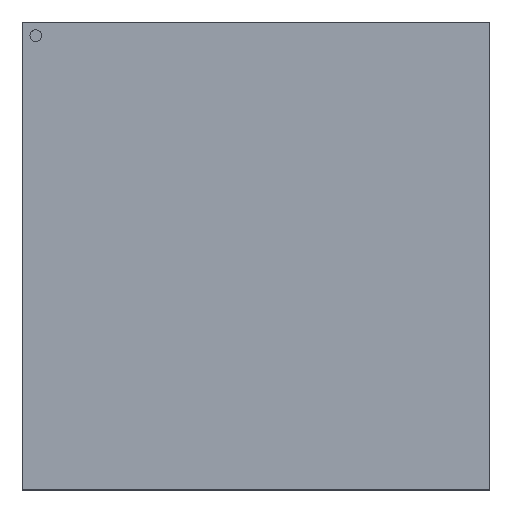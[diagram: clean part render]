
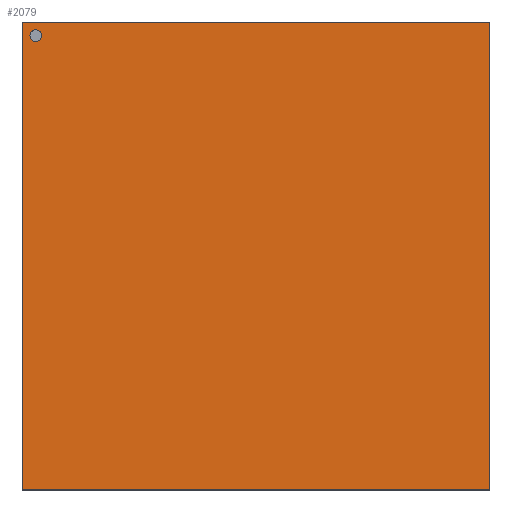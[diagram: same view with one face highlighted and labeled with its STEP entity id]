
A CAD part, top view. The second image highlights one B-rep face of the part: STEP entity #2079.
In plain terms, the highlighted planar face has unit normal (0, 0, 1).
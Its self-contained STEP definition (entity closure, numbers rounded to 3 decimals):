
#2079=ADVANCED_FACE('',(#3867,#3868),#3869,.T.);
#3867=FACE_BOUND('',#5797,.T.);
#3868=FACE_OUTER_BOUND('',#5798,.T.);
#3869=PLANE('',#5799);
#5797=EDGE_LOOP('',(#9201,#9202));
#5798=EDGE_LOOP('',(#9203,#9204,#9205,#9206));
#5799=AXIS2_PLACEMENT_3D('',#9207,#9208,#9209);
#9201=ORIENTED_EDGE('',*,*,#10572,.T.);
#9202=ORIENTED_EDGE('',*,*,#10570,.T.);
#9203=ORIENTED_EDGE('',*,*,#10576,.T.);
#9204=ORIENTED_EDGE('',*,*,#10577,.T.);
#9205=ORIENTED_EDGE('',*,*,#10578,.T.);
#9206=ORIENTED_EDGE('',*,*,#10579,.T.);
#9207=CARTESIAN_POINT('',(0.0,0.0,0.97));
#9208=DIRECTION('',(0.0,0.0,1.0));
#9209=DIRECTION('',(1.0,0.0,0.0));
#10570=EDGE_CURVE('',#12495,#12499,#12501,.T.);
#10572=EDGE_CURVE('',#12499,#12495,#12503,.T.);
#10576=EDGE_CURVE('',#12507,#12508,#12509,.T.);
#10577=EDGE_CURVE('',#12508,#12510,#12511,.T.);
#10578=EDGE_CURVE('',#12510,#12512,#12513,.T.);
#10579=EDGE_CURVE('',#12512,#12507,#12514,.T.);
#12495=VERTEX_POINT('',#14446);
#12499=VERTEX_POINT('',#14451);
#12501=CIRCLE('',#14454,0.125);
#12503=CIRCLE('',#14456,0.125);
#12507=VERTEX_POINT('',#14460);
#12508=VERTEX_POINT('',#14461);
#12509=LINE('',#14462,#14463);
#12510=VERTEX_POINT('',#14464);
#12511=LINE('',#14465,#14466);
#12512=VERTEX_POINT('',#14467);
#12513=LINE('',#14468,#14469);
#12514=LINE('',#14470,#14471);
#14446=CARTESIAN_POINT('',(-4.581,4.706,0.97));
#14451=CARTESIAN_POINT('',(-4.831,4.706,0.97));
#14454=AXIS2_PLACEMENT_3D('',#16675,#16676,#16677);
#14456=AXIS2_PLACEMENT_3D('',#16678,#16679,#16680);
#14460=CARTESIAN_POINT('',(5.0,-5.0,0.97));
#14461=CARTESIAN_POINT('',(5.0,5.0,0.97));
#14462=CARTESIAN_POINT('',(5.0,0.0,0.97));
#14463=VECTOR('',#16684,1.0);
#14464=CARTESIAN_POINT('',(-5.0,5.0,0.97));
#14465=CARTESIAN_POINT('',(0.0,5.0,0.97));
#14466=VECTOR('',#16685,1.0);
#14467=CARTESIAN_POINT('',(-5.0,-5.0,0.97));
#14468=CARTESIAN_POINT('',(-5.0,0.0,0.97));
#14469=VECTOR('',#16686,1.0);
#14470=CARTESIAN_POINT('',(0.0,-5.0,0.97));
#14471=VECTOR('',#16687,1.0);
#16675=CARTESIAN_POINT('',(-4.706,4.706,0.97));
#16676=DIRECTION('',(0.0,-0.0,-1.0));
#16677=DIRECTION('',(1.0,0.,0.0));
#16678=CARTESIAN_POINT('',(-4.706,4.706,0.97));
#16679=DIRECTION('',(0.0,-0.0,-1.0));
#16680=DIRECTION('',(1.0,0.,0.0));
#16684=DIRECTION('',(0.0,1.0,0.0));
#16685=DIRECTION('',(-1.0,0.0,0.0));
#16686=DIRECTION('',(0.0,-1.0,0.0));
#16687=DIRECTION('',(1.0,0.0,0.0));
